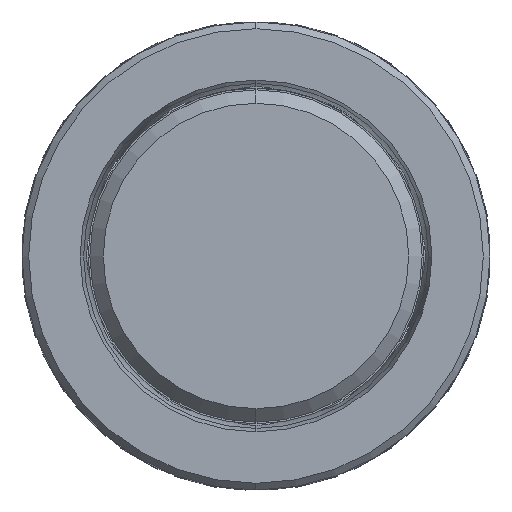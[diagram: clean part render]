
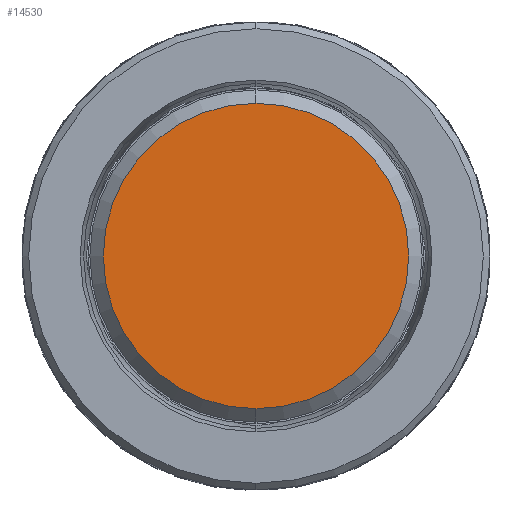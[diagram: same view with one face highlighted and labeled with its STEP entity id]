
A CAD part, front view. The second image highlights one B-rep face of the part: STEP entity #14530.
In plain terms, the highlighted planar face has unit normal (0, -1, 0).
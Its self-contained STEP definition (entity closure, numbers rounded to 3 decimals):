
#9 = CIRCLE ( 'NONE', #21275, 22.75 ) ;
#832 = CARTESIAN_POINT ( 'NONE',  ( 0., 0., 0. ) ) ;
#1038 = ORIENTED_EDGE ( 'NONE', *, *, #32992, .T. ) ;
#1427 = VERTEX_POINT ( 'NONE', #30972 ) ;
#3059 = DIRECTION ( 'NONE',  ( 0., -1., 0. ) ) ;
#3076 = FACE_OUTER_BOUND ( 'NONE', #32881, .T. ) ;
#3440 = PLANE ( 'NONE',  #22766 ) ;
#5699 = CARTESIAN_POINT ( 'NONE',  ( 0., 0., 22.75 ) ) ;
#8719 = DIRECTION ( 'NONE',  ( 0., 0., 1. ) ) ;
#10707 = CARTESIAN_POINT ( 'NONE',  ( 0., 0., 0. ) ) ;
#12454 = CIRCLE ( 'NONE', #19851, 22.75 ) ;
#14530 = ADVANCED_FACE ( 'NONE', ( #3076 ), #3440, .F. ) ;
#16549 = DIRECTION ( 'NONE',  ( 0., -1., 0. ) ) ;
#16661 = CARTESIAN_POINT ( 'NONE',  ( 0., 0., 0. ) ) ;
#19579 = VERTEX_POINT ( 'NONE', #5699 ) ;
#19851 = AXIS2_PLACEMENT_3D ( 'NONE', #10707, #3059, #21285 ) ;
#21003 = EDGE_CURVE ( 'NONE', #19579, #1427, #9, .T. ) ;
#21275 = AXIS2_PLACEMENT_3D ( 'NONE', #16661, #16549, #29265 ) ;
#21285 = DIRECTION ( 'NONE',  ( 0., 0., 1. ) ) ;
#22093 = ORIENTED_EDGE ( 'NONE', *, *, #21003, .T. ) ;
#22766 = AXIS2_PLACEMENT_3D ( 'NONE', #832, #31576, #8719 ) ;
#29265 = DIRECTION ( 'NONE',  ( 0., 0., 1. ) ) ;
#30972 = CARTESIAN_POINT ( 'NONE',  ( 0., 0., -22.75 ) ) ;
#31576 = DIRECTION ( 'NONE',  ( 0., 1., 0. ) ) ;
#32881 = EDGE_LOOP ( 'NONE', ( #22093, #1038 ) ) ;
#32992 = EDGE_CURVE ( 'NONE', #1427, #19579, #12454, .T. ) ;
